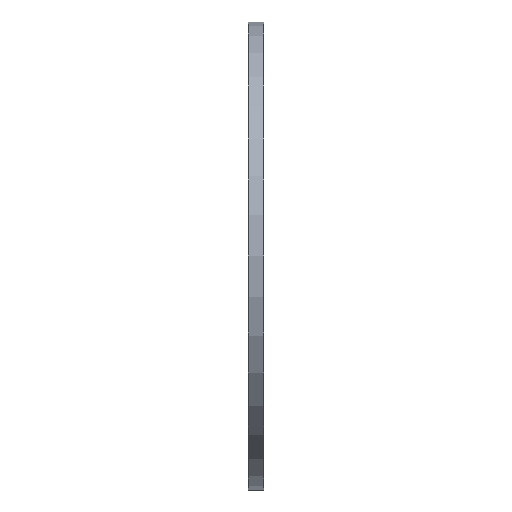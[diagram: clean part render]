
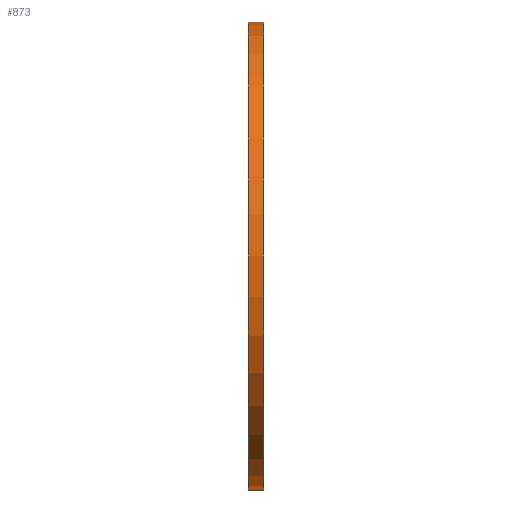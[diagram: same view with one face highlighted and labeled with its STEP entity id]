
A CAD part, left-side view. The second image highlights one B-rep face of the part: STEP entity #873.
In plain terms, the highlighted cylindrical face has radius 30 mm (diameter 60 mm), a partial arc.
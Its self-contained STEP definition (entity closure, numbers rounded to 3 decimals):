
#2 = DIRECTION ( 'NONE',  ( 0., -1., 0. ) ) ;
#6 = CARTESIAN_POINT ( 'NONE',  ( 0., 2., 30. ) ) ;
#39 = CIRCLE ( 'NONE', #443, 30. ) ;
#77 = ORIENTED_EDGE ( 'NONE', *, *, #799, .F. ) ;
#140 = CIRCLE ( 'NONE', #735, 30. ) ;
#196 = AXIS2_PLACEMENT_3D ( 'NONE', #280, #2, #685 ) ;
#200 = CARTESIAN_POINT ( 'NONE',  ( 0., 2., -30. ) ) ;
#243 = DIRECTION ( 'NONE',  ( 0., 1., 0. ) ) ;
#252 = EDGE_CURVE ( 'NONE', #832, #469, #659, .T. ) ;
#280 = CARTESIAN_POINT ( 'NONE',  ( 0., 2., 0. ) ) ;
#335 = CARTESIAN_POINT ( 'NONE',  ( 0., 2., -30. ) ) ;
#366 = DIRECTION ( 'NONE',  ( 0., 0., 1. ) ) ;
#443 = AXIS2_PLACEMENT_3D ( 'NONE', #1104, #243, #628 ) ;
#469 = VERTEX_POINT ( 'NONE', #886 ) ;
#598 = LINE ( 'NONE', #6, #633 ) ;
#599 = EDGE_CURVE ( 'NONE', #469, #684, #39, .T. ) ;
#607 = CARTESIAN_POINT ( 'NONE',  ( 0., 0., 30. ) ) ;
#628 = DIRECTION ( 'NONE',  ( 0., 0., 1. ) ) ;
#633 = VECTOR ( 'NONE', #889, 1000. ) ;
#659 = LINE ( 'NONE', #335, #992 ) ;
#684 = VERTEX_POINT ( 'NONE', #607 ) ;
#685 = DIRECTION ( 'NONE',  ( 0., 0., -1. ) ) ;
#688 = VERTEX_POINT ( 'NONE', #998 ) ;
#735 = AXIS2_PLACEMENT_3D ( 'NONE', #948, #1133, #366 ) ;
#747 = EDGE_LOOP ( 'NONE', ( #760, #77, #1201, #770 ) ) ;
#760 = ORIENTED_EDGE ( 'NONE', *, *, #972, .F. ) ;
#770 = ORIENTED_EDGE ( 'NONE', *, *, #599, .T. ) ;
#799 = EDGE_CURVE ( 'NONE', #832, #688, #140, .T. ) ;
#832 = VERTEX_POINT ( 'NONE', #200 ) ;
#873 = ADVANCED_FACE ( 'NONE', ( #966 ), #1149, .T. ) ;
#886 = CARTESIAN_POINT ( 'NONE',  ( 0., 0., -30. ) ) ;
#889 = DIRECTION ( 'NONE',  ( 0., -1., 0. ) ) ;
#948 = CARTESIAN_POINT ( 'NONE',  ( 0., 2., 0. ) ) ;
#966 = FACE_OUTER_BOUND ( 'NONE', #747, .T. ) ;
#972 = EDGE_CURVE ( 'NONE', #688, #684, #598, .T. ) ;
#992 = VECTOR ( 'NONE', #1238, 1000. ) ;
#998 = CARTESIAN_POINT ( 'NONE',  ( 0., 2., 30. ) ) ;
#1104 = CARTESIAN_POINT ( 'NONE',  ( 0., 0., 0. ) ) ;
#1133 = DIRECTION ( 'NONE',  ( 0., 1., 0. ) ) ;
#1149 = CYLINDRICAL_SURFACE ( 'NONE', #196, 30. ) ;
#1201 = ORIENTED_EDGE ( 'NONE', *, *, #252, .T. ) ;
#1238 = DIRECTION ( 'NONE',  ( 0., -1., 0. ) ) ;
